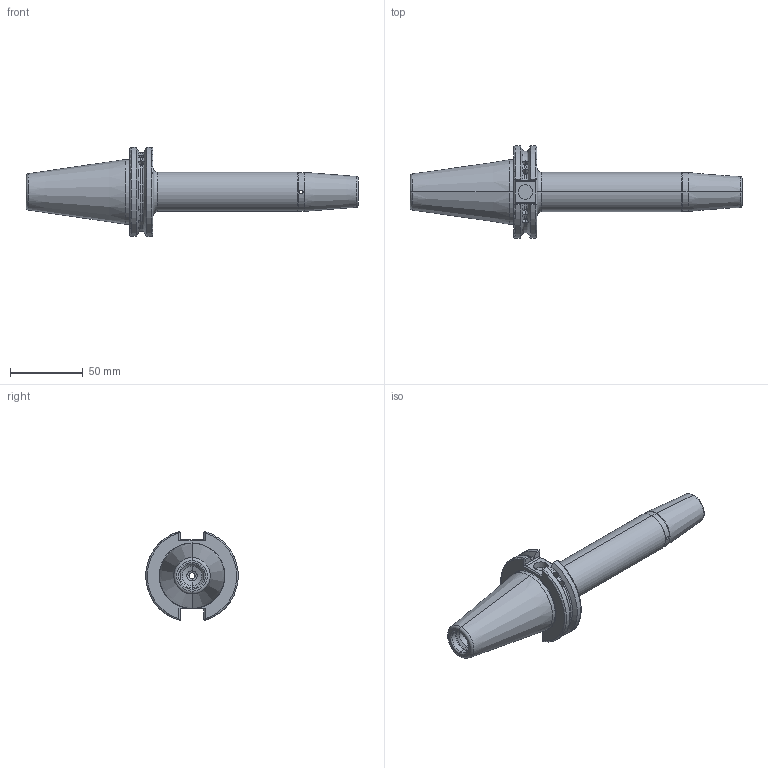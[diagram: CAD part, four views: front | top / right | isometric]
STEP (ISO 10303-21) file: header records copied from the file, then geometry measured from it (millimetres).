
FILE_DESCRIPTION (( 'STEP AP203' ), '1' );
FILE_NAME ('CA40A260B06160HP1.STEP', '2021-03-17T08:18:32', ( 'user' ), ( '' ), 'SwSTEP 2.0', 'SolidWorks 2013', '' );
FILE_SCHEMA (( 'CONFIG_CONTROL_DESIGN' ));
Length unit declared in the file: millimetre
Products named in the file (1): CA40A260B06160HP1
Bounding box: 228.25 x 63.35 x 61.23 mm (x, y, z)
Volume: 176102.8 mm3; surface area: 34398.6 mm2
Topology: 1 solids, 1 shells, 150 faces, 397 edges, 240 vertices
Faces by surface type: cylinder 52, cone 32, torus 32, plane 32, bspline 2
Entity records: 5280 total; most frequent: CARTESIAN_POINT 1682, ORIENTED_EDGE 778, DIRECTION 704, EDGE_CURVE 389, AXIS2_PLACEMENT_3D 283, VERTEX_POINT 240, EDGE_LOOP 159, ADVANCED_FACE 150
